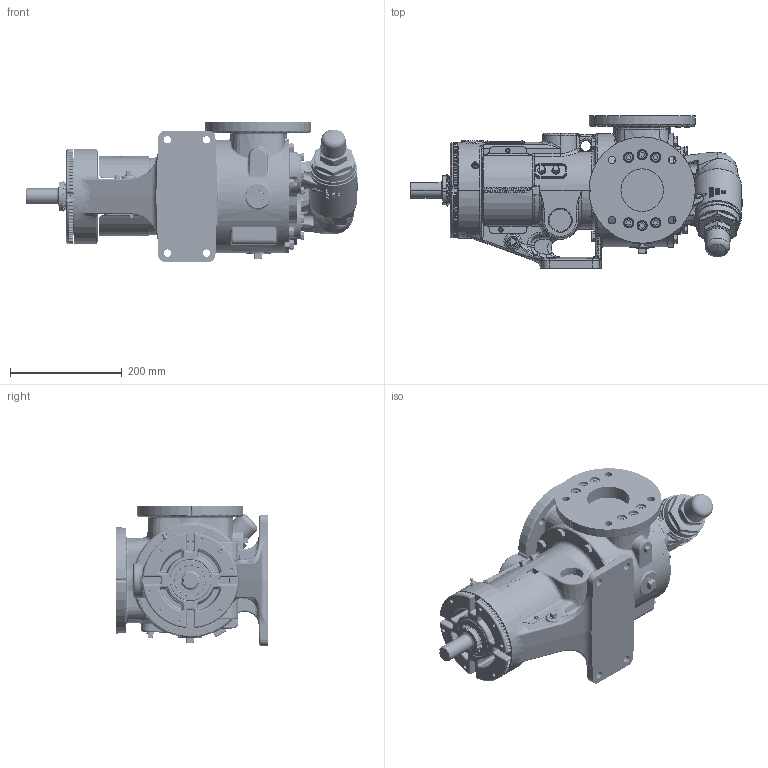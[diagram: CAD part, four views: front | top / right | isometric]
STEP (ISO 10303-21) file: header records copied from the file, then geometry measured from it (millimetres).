
FILE_DESCRIPTION (( 'STEP AP214' ), '1' );
FILE_NAME ('KV-2654.STEP', '2024-04-03T13:21:08', ( '' ), ( '' ), 'SwSTEP 2.0', 'SolidWorks 2022', '' );
FILE_SCHEMA (( 'AUTOMOTIVE_DESIGN' ));
Length unit declared in the file: inch
Products named in the file (1): KV-2654
Bounding box: 594.8 x 273.05 x 250.82 mm (x, y, z)
Volume: 11640133.9 mm3; surface area: 781133 mm2
Topology: 1 solids, 13 shells, 5998 faces, 14845 edges, 9051 vertices
Faces by surface type: bspline 2122, plane 1786, cone 894, cylinder 822, torus 225, sphere 149
Entity records: 358729 total; most frequent: CARTESIAN_POINT 157339, ORIENTED_EDGE 29408, DIRECTION 19961, EDGE_CURVE 14704, VERTEX_POINT 9040, AXIS2_PLACEMENT_3D 7714, EDGE_LOOP 6372, LENGTH_MEASURE_WITH_UNIT 6001
